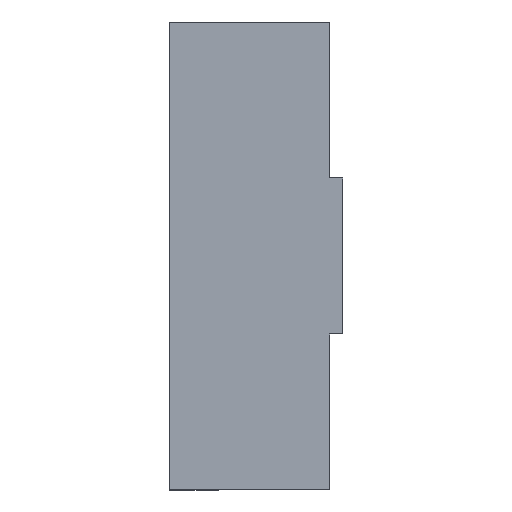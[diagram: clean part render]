
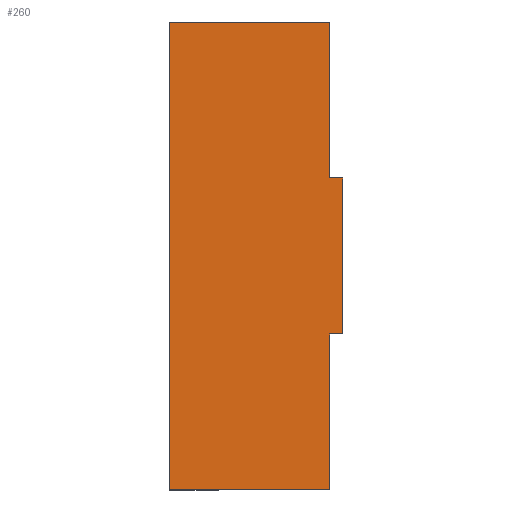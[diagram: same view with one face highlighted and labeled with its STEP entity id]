
A CAD part, left-side view. The second image highlights one B-rep face of the part: STEP entity #260.
In plain terms, the highlighted planar face has unit normal (-1, 0, 0).
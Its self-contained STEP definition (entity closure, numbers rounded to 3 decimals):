
#89 = VERTEX_POINT ( 'NONE', #605 ) ;
#90 = VERTEX_POINT ( 'NONE', #604 ) ;
#98 = EDGE_CURVE ( 'NONE', #89, #90, #654, .T. ) ;
#226 = EDGE_CURVE ( 'NONE', #227, #229, #847, .T. ) ;
#227 = VERTEX_POINT ( 'NONE', #918 ) ;
#229 = VERTEX_POINT ( 'NONE', #916 ) ;
#259 = EDGE_LOOP ( 'NONE', ( #1099, #991, #982, #1026, #875, #874, #1027, #819 ) ) ;
#260 = ADVANCED_FACE ( 'Fl�che7', ( #934 ), #933, .T. ) ;
#604 = CARTESIAN_POINT ( 'NONE',  ( -80., 10., 27. ) ) ;
#605 = CARTESIAN_POINT ( 'NONE',  ( -80., -8.5, 27. ) ) ;
#651 = DIRECTION ( 'NONE',  ( 0., 1., 0. ) ) ;
#652 = VECTOR ( 'NONE', #651, 1000. ) ;
#653 = CARTESIAN_POINT ( 'NONE',  ( -80., -10., 27. ) ) ;
#654 = LINE ( 'NONE', #653, #652 ) ;
#819 = ORIENTED_EDGE ( 'NONE', *, *, #1106, .F. ) ;
#845 = VECTOR ( 'NONE', #919, 1000. ) ;
#846 = CARTESIAN_POINT ( 'NONE',  ( -80., -10., -27. ) ) ;
#847 = LINE ( 'NONE', #846, #845 ) ;
#874 = ORIENTED_EDGE ( 'NONE', *, *, #925, .F. ) ;
#875 = ORIENTED_EDGE ( 'NONE', *, *, #98, .T. ) ;
#916 = CARTESIAN_POINT ( 'NONE',  ( -80., -10., 9. ) ) ;
#918 = CARTESIAN_POINT ( 'NONE',  ( -80., -10., -9. ) ) ;
#919 = DIRECTION ( 'NONE',  ( 0., 0., 1. ) ) ;
#925 = EDGE_CURVE ( 'NONE', #927, #90, #1691, .T. ) ;
#926 = DIRECTION ( 'NONE',  ( 0., 0., 1. ) ) ;
#927 = VERTEX_POINT ( 'NONE', #1687 ) ;
#928 = DIRECTION ( 'NONE',  ( -1., 0., 0. ) ) ;
#929 = AXIS2_PLACEMENT_3D ( 'NONE', #932, #928, #926 ) ;
#932 = CARTESIAN_POINT ( 'NONE',  ( -80., -10., -27. ) ) ;
#933 = PLANE ( 'NONE',  #929 ) ;
#934 = FACE_OUTER_BOUND ( 'NONE', #259, .T. ) ;
#982 = ORIENTED_EDGE ( 'NONE', *, *, #1043, .F. ) ;
#990 = VERTEX_POINT ( 'NONE', #1663 ) ;
#991 = ORIENTED_EDGE ( 'NONE', *, *, #226, .T. ) ;
#1026 = ORIENTED_EDGE ( 'NONE', *, *, #1045, .F. ) ;
#1027 = ORIENTED_EDGE ( 'NONE', *, *, #1028, .F. ) ;
#1028 = EDGE_CURVE ( 'Kante5', #1098, #927, #1720, .T. ) ;
#1043 = EDGE_CURVE ( 'NONE', #1110, #229, #1716, .T. ) ;
#1045 = EDGE_CURVE ( 'NONE', #89, #1110, #1712, .T. ) ;
#1095 = EDGE_CURVE ( 'NONE', #990, #227, #1703, .T. ) ;
#1098 = VERTEX_POINT ( 'NONE', #1699 ) ;
#1099 = ORIENTED_EDGE ( 'NONE', *, *, #1095, .T. ) ;
#1106 = EDGE_CURVE ( 'NONE', #990, #1098, #1756, .T. ) ;
#1110 = VERTEX_POINT ( 'NONE', #1752 ) ;
#1663 = CARTESIAN_POINT ( 'NONE',  ( -80., -8.5, -9. ) ) ;
#1687 = CARTESIAN_POINT ( 'NONE',  ( -80., 10., -27. ) ) ;
#1688 = DIRECTION ( 'NONE',  ( 0., 0., 1. ) ) ;
#1689 = VECTOR ( 'NONE', #1688, 1000. ) ;
#1690 = CARTESIAN_POINT ( 'NONE',  ( -80., 10., -27. ) ) ;
#1691 = LINE ( 'NONE', #1690, #1689 ) ;
#1699 = CARTESIAN_POINT ( 'NONE',  ( -80., -8.5, -27. ) ) ;
#1700 = DIRECTION ( 'NONE',  ( 0., -1., 0. ) ) ;
#1701 = VECTOR ( 'NONE', #1700, 1000. ) ;
#1702 = CARTESIAN_POINT ( 'NONE',  ( -80., -8.5, -9. ) ) ;
#1703 = LINE ( 'NONE', #1702, #1701 ) ;
#1709 = DIRECTION ( 'NONE',  ( 0., 0., -1. ) ) ;
#1710 = VECTOR ( 'NONE', #1709, 1000. ) ;
#1711 = CARTESIAN_POINT ( 'NONE',  ( -80., -8.5, 27. ) ) ;
#1712 = LINE ( 'NONE', #1711, #1710 ) ;
#1713 = DIRECTION ( 'NONE',  ( 0., -1., 0. ) ) ;
#1714 = VECTOR ( 'NONE', #1713, 1000. ) ;
#1715 = CARTESIAN_POINT ( 'NONE',  ( -80., -8.5, 9. ) ) ;
#1716 = LINE ( 'NONE', #1715, #1714 ) ;
#1717 = DIRECTION ( 'NONE',  ( 0., 1., 0. ) ) ;
#1718 = VECTOR ( 'NONE', #1717, 1000. ) ;
#1719 = CARTESIAN_POINT ( 'NONE',  ( -80., -10., -27. ) ) ;
#1720 = LINE ( 'NONE', #1719, #1718 ) ;
#1752 = CARTESIAN_POINT ( 'NONE',  ( -80., -8.5, 9. ) ) ;
#1753 = DIRECTION ( 'NONE',  ( 0., 0., -1. ) ) ;
#1754 = VECTOR ( 'NONE', #1753, 1000. ) ;
#1755 = CARTESIAN_POINT ( 'NONE',  ( -80., -8.5, -27. ) ) ;
#1756 = LINE ( 'NONE', #1755, #1754 ) ;
